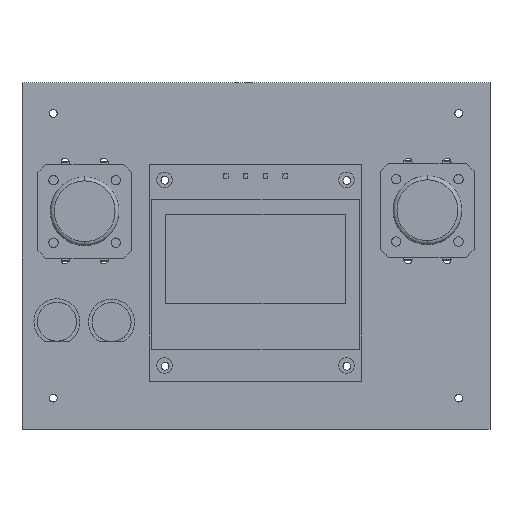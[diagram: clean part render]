
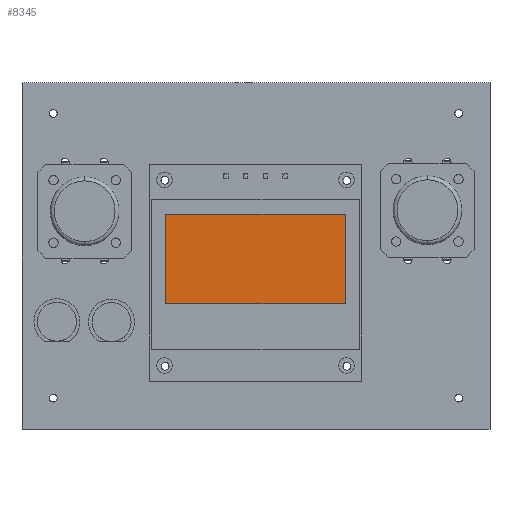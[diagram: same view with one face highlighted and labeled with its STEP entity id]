
A CAD part, top view. The second image highlights one B-rep face of the part: STEP entity #8345.
In plain terms, the highlighted face is planar.
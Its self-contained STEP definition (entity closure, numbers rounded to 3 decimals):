
#8255 = VERTEX_POINT('',#8256);
#8256 = CARTESIAN_POINT('',(11.5,2.9,-7.5));
#8262 = EDGE_CURVE('',#8263,#8255,#8265,.T.);
#8263 = VERTEX_POINT('',#8264);
#8264 = CARTESIAN_POINT('',(11.5,2.9,4.));
#8265 = LINE('',#8266,#8267);
#8266 = CARTESIAN_POINT('',(11.5,2.9,4.));
#8267 = VECTOR('',#8268,1.);
#8268 = DIRECTION('',(0.,0.,-1.));
#8286 = VERTEX_POINT('',#8287);
#8287 = CARTESIAN_POINT('',(-11.5,2.9,-7.5));
#8293 = EDGE_CURVE('',#8255,#8286,#8294,.T.);
#8294 = LINE('',#8295,#8296);
#8295 = CARTESIAN_POINT('',(-11.5,2.9,-7.5));
#8296 = VECTOR('',#8297,1.);
#8297 = DIRECTION('',(-1.,0.,0.));
#8310 = VERTEX_POINT('',#8311);
#8311 = CARTESIAN_POINT('',(-11.5,2.9,4.));
#8317 = EDGE_CURVE('',#8286,#8310,#8318,.T.);
#8318 = LINE('',#8319,#8320);
#8319 = CARTESIAN_POINT('',(-11.5,2.9,4.));
#8320 = VECTOR('',#8321,1.);
#8321 = DIRECTION('',(0.,0.,1.));
#8334 = EDGE_CURVE('',#8310,#8263,#8335,.T.);
#8335 = LINE('',#8336,#8337);
#8336 = CARTESIAN_POINT('',(-11.5,2.9,4.));
#8337 = VECTOR('',#8338,1.);
#8338 = DIRECTION('',(1.,0.,0.));
#8345 = ADVANCED_FACE('',(#8346),#8352,.F.);
#8346 = FACE_BOUND('',#8347,.T.);
#8347 = EDGE_LOOP('',(#8348,#8349,#8350,#8351));
#8348 = ORIENTED_EDGE('',*,*,#8262,.T.);
#8349 = ORIENTED_EDGE('',*,*,#8293,.T.);
#8350 = ORIENTED_EDGE('',*,*,#8317,.T.);
#8351 = ORIENTED_EDGE('',*,*,#8334,.T.);
#8352 = PLANE('',#8353);
#8353 = AXIS2_PLACEMENT_3D('',#8354,#8355,#8356);
#8354 = CARTESIAN_POINT('',(0.,2.9,0.));
#8355 = DIRECTION('',(0.,-1.,0.));
#8356 = DIRECTION('',(0.,0.,-1.));
